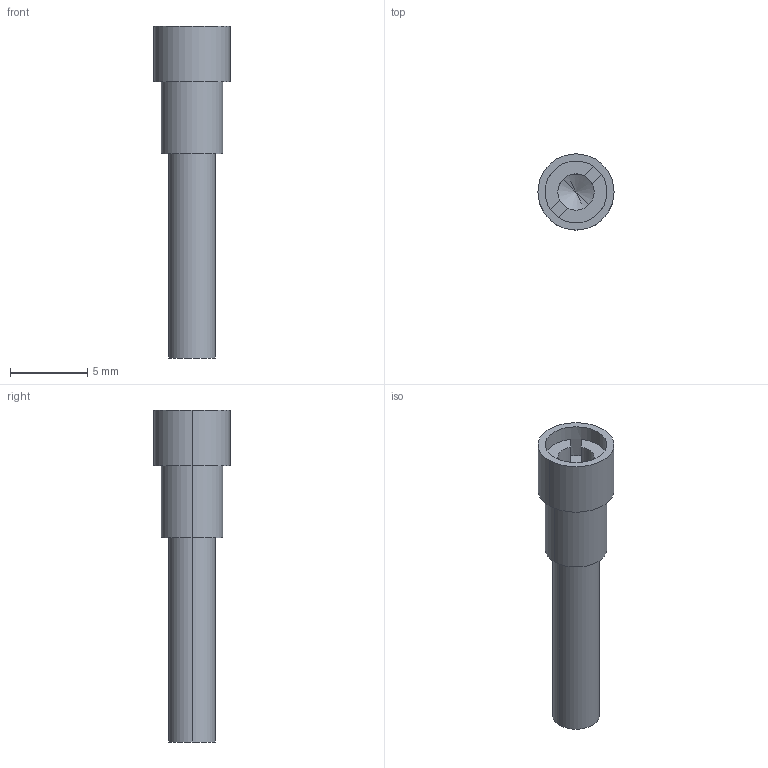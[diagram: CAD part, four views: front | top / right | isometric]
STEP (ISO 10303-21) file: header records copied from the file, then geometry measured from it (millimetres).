
FILE_DESCRIPTION(('Creo Elements/Direct Modeling STEP Export'),'2;1');
FILE_NAME('model.stp','2020-05-12T 0:23:45',(''),(''),'Creo Elements/Direct Modeling STEP processor for AP214 (Solid Model)','Creo Elements/Direct Modeling 20.1A 29-Sep-2018 (C) Parametric Technology GmbH','');
FILE_SCHEMA(('AUTOMOTIVE_DESIGN { 1 0 10303 214 1 1 1 1 }'));
Length unit declared in the file: millimetre
Products named in the file (2): PSBJ_3_13_4-select
Assembly tree (1 placements, depth 2):
  PSBJ_3_13_4-select
    PSBJ_3_13_4-select
Bounding box: 4.92 x 4.92 x 21.48 mm (x, y, z)
Volume: 178.1 mm3; surface area: 341.6 mm2
Topology: 1 solids, 1 shells, 24 faces, 58 edges, 37 vertices
Faces by surface type: plane 12, cylinder 10, cone 2
Entity records: 852 total; most frequent: ORIENTED_EDGE 112, CARTESIAN_POINT 102, DIRECTION 102, EDGE_CURVE 56, AXIS2_PLACEMENT_3D 37, VERTEX_POINT 37, VECTOR 28, LINE 28
